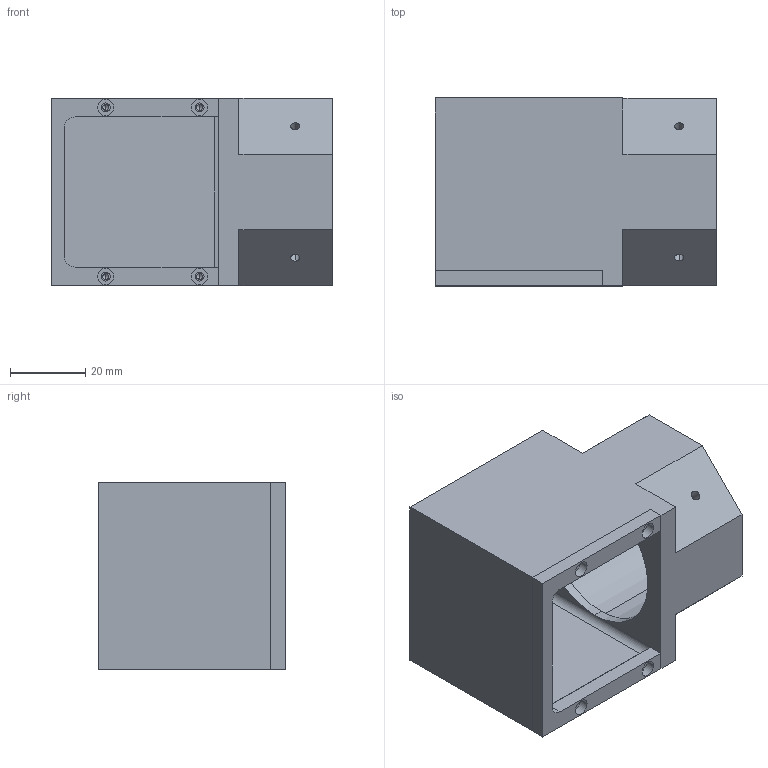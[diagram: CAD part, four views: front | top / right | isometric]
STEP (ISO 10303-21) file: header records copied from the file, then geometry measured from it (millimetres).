
FILE_DESCRIPTION (( 'STEP AP203' ), '1' );
FILE_NAME ('XF-ADL90-43D-23.5B.STEP', '2016-06-28T01:56:01', ( 'Lxtx999.CoM' ), ( 'Lxtx999.CoM' ), 'SwSTEP 2.0', 'SolidWorks 2014', '' );
FILE_SCHEMA (( 'CONFIG_CONTROL_DESIGN' ));
Length unit declared in the file: millimetre
Products named in the file (4): XF-ADL90-43D-23.5B-01翋极-20160530V5; J-MR40-01-斜边反射直角反射棱镜-20151019V5; XF-ADL90-56D-23.5B-02裔赽-20160530V5; XF-ADL90-43D-23.5B
Assembly tree (3 placements, depth 2):
  XF-ADL90-43D-23.5B
    XF-ADL90-43D-23.5B-01翋极-20160530V5
    J-MR40-01-斜边反射直角反射棱镜-20151019V5
    XF-ADL90-56D-23.5B-02裔赽-20160530V5
Bounding box: 75 x 50 x 50 mm (x, y, z)
Volume: 89014.7 mm3; surface area: 37354.7 mm2
Topology: 3 solids, 3 shells, 100 faces, 257 edges, 163 vertices
Faces by surface type: cylinder 50, plane 42, cone 8
Entity records: 3592 total; most frequent: CARTESIAN_POINT 670, DIRECTION 546, ORIENTED_EDGE 498, EDGE_CURVE 249, AXIS2_PLACEMENT_3D 199, VERTEX_POINT 163, VECTOR 148, LINE 148
